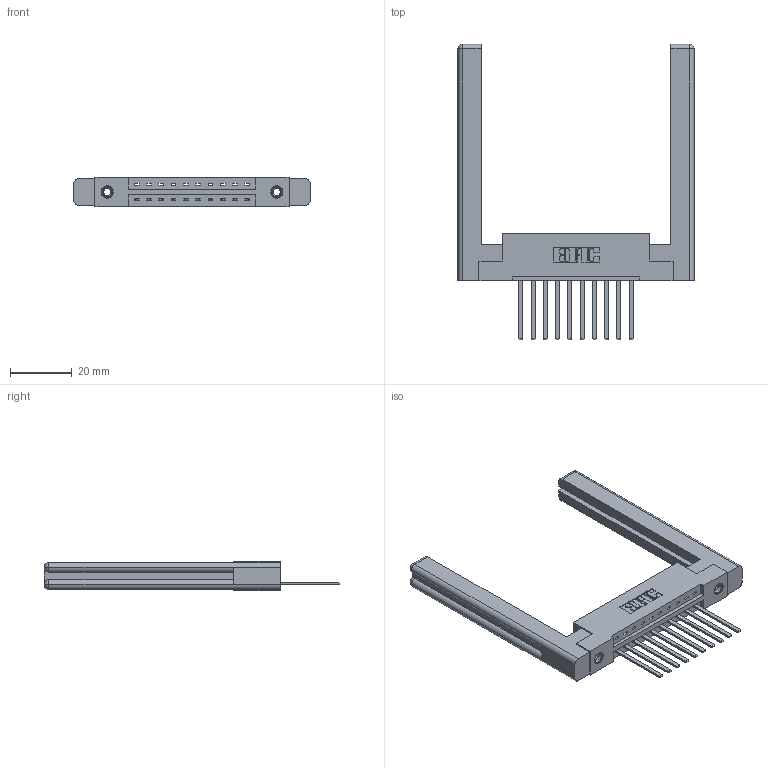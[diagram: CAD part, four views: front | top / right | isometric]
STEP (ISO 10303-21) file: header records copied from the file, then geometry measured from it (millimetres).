
FILE_DESCRIPTION (( 'STEP AP203' ), '1' );
FILE_NAME ('387-010-544-158.STEP', '2019-10-02T11:40:03', ( '' ), ( '' ), 'SwSTEP 2.0', 'SolidWorks 2016', '' );
FILE_SCHEMA (( 'CONFIG_CONTROL_DESIGN' ));
Length unit declared in the file: inch
Products named in the file (5): 345-292-001_345-293-144; 345-250-001_345-250-001-102; 307-220-058; 387-010-544-158; 337 Part_Flush Mounting Lugs - 0.156 Dia-TI
Assembly tree (15 placements, depth 2):
  387-010-544-158
    337 Part_Flush Mounting Lugs - 0.156 Dia-TI
    345-292-001_345-293-144  x10
    345-250-001_345-250-001-102  x2
    307-220-058  x2
Bounding box: 76.25 x 95.38 x 9.4 mm (x, y, z)
Volume: 14802.5 mm3; surface area: 13311.6 mm2
Topology: 15 solids, 15 shells, 816 faces, 2365 edges, 1550 vertices
Faces by surface type: plane 574, cylinder 218, cone 12, torus 12
Entity records: 14022 total; most frequent: CARTESIAN_POINT 2439, ORIENTED_EDGE 2324, DIRECTION 2134, EDGE_CURVE 1162, VECTOR 990, LINE 990, VERTEX_POINT 766, AXIS2_PLACEMENT_3D 572
